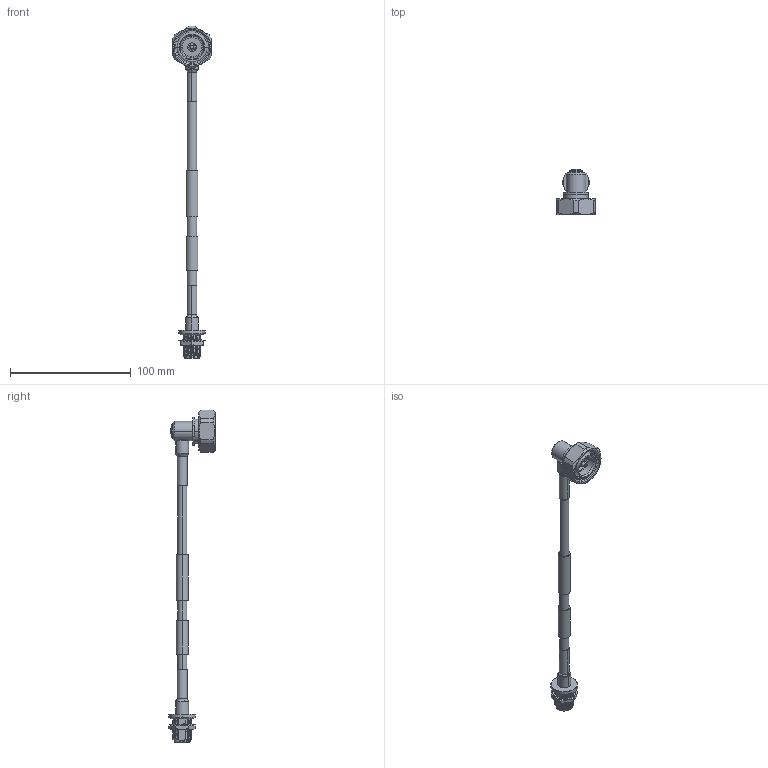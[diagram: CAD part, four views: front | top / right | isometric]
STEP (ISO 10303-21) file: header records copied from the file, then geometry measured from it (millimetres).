
FILE_DESCRIPTION (( 'STEP AP214' ), '1' );
FILE_NAME ('PE3C8506.step', '2021-10-05T16:08:23', ( '' ), ( '' ), 'SwSTEP 2.0', 'SolidWorks 2021', '' );
FILE_SCHEMA (( 'AUTOMOTIVE_DESIGN' ));
Length unit declared in the file: inch
Products named in the file (5): TC-250-NF-BH-LP^PE3C8506; PE3C8506; SPO-250^PE3C8506; TC-250-716M-RA-LP^PE3C8506; Heat Shrink^PE3C8506
Assembly tree (5 placements, depth 2):
  PE3C8506
    SPO-250^PE3C8506
    Heat Shrink^PE3C8506  x2
    TC-250-NF-BH-LP^PE3C8506
    TC-250-716M-RA-LP^PE3C8506
Bounding box: 32 x 38.3 x 275.1 mm (x, y, z)
Volume: 30402.4 mm3; surface area: 19278.3 mm2
Topology: 8 solids, 8 shells, 503 faces, 1302 edges, 834 vertices
Faces by surface type: cylinder 166, bspline 153, cone 95, plane 81, torus 4, sphere 4
Entity records: 70233 total; most frequent: CARTESIAN_POINT 59514, ORIENTED_EDGE 2576, DIRECTION 1740, EDGE_CURVE 1288, VERTEX_POINT 826, AXIS2_PLACEMENT_3D 701, EDGE_LOOP 524, FACE_OUTER_BOUND 495
